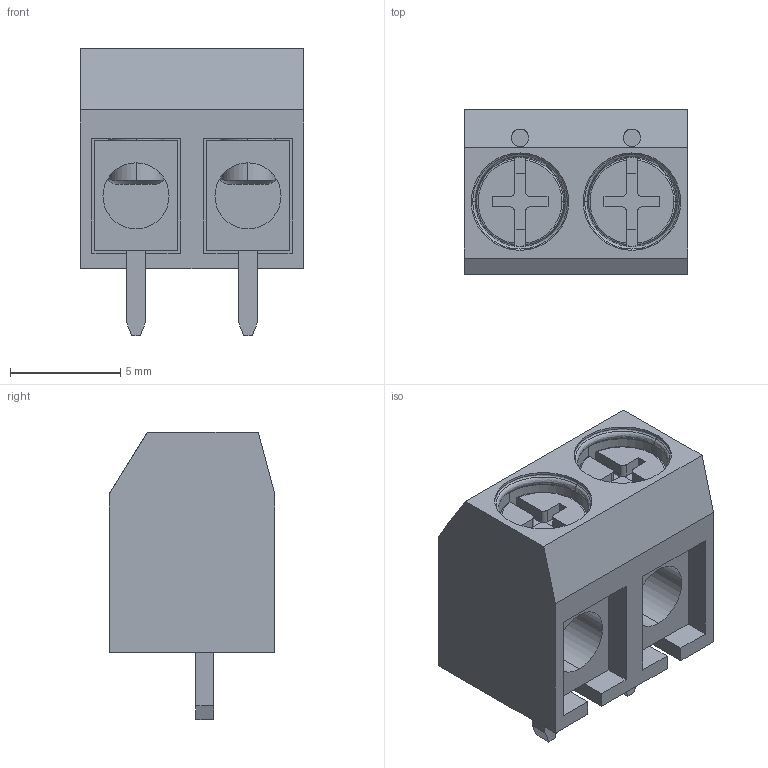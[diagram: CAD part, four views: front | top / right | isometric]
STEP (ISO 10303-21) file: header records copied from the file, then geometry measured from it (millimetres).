
FILE_DESCRIPTION (( 'STEP AP214' ), '1' );
FILE_NAME ('User Library-Terminal block 2 POS.STEP', '2016-06-26T22:07:25', ( 'Windows User' ), ( '' ), 'SwSTEP 2.0', 'SolidWorks 2016', '' );
FILE_SCHEMA (( 'AUTOMOTIVE_DESIGN' ));
Length unit declared in the file: millimetre
Products named in the file (6): User Library-Terminal block 2 POS_395443002_2; User Library-Terminal block 2 POS__752; User Library-Terminal block 2 POS__532; User Library-Terminal block 2 POS__155; User Library-Terminal block 2 POS_395443002; User Library-Terminal block 2 POS
Assembly tree (5 placements, depth 2):
  User Library-Terminal block 2 POS
    User Library-Terminal block 2 POS_395443002
    User Library-Terminal block 2 POS__155
    User Library-Terminal block 2 POS__532
    User Library-Terminal block 2 POS__752
    User Library-Terminal block 2 POS_395443002_2
Bounding box: 10.16 x 7.5 x 13.05 mm (x, y, z)
Volume: 567.3 mm3; surface area: 1312.1 mm2
Topology: 5 solids, 5 shells, 176 faces, 458 edges, 300 vertices
Faces by surface type: plane 102, cylinder 36, bspline 26, cone 12
Entity records: 8058 total; most frequent: CARTESIAN_POINT 1598, ORIENTED_EDGE 916, DIRECTION 884, EDGE_CURVE 458, AXIS2_PLACEMENT_3D 306, VERTEX_POINT 300, LINE 272, VECTOR 272
